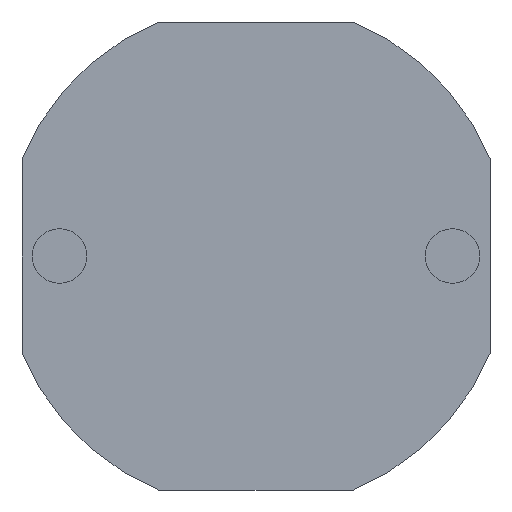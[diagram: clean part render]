
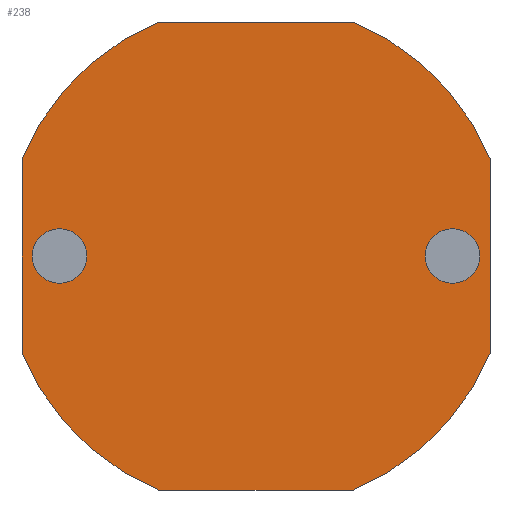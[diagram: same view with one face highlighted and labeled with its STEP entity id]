
A CAD part, front view. The second image highlights one B-rep face of the part: STEP entity #238.
In plain terms, the highlighted planar face has unit normal (0, -1, 0).
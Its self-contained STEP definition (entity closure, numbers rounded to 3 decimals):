
#4 = PLANE ( 'NONE',  #498 ) ;
#13 = AXIS2_PLACEMENT_3D ( 'NONE', #762, #1180, #1202 ) ;
#17 = ORIENTED_EDGE ( 'NONE', *, *, #83, .F. ) ;
#18 = CARTESIAN_POINT ( 'NONE',  ( -2.519, 0., -0.35 ) ) ;
#29 = EDGE_CURVE ( 'NONE', #621, #290, #37, .T. ) ;
#30 = EDGE_LOOP ( 'NONE', ( #1189, #1305 ) ) ;
#36 = DIRECTION ( 'NONE',  ( 0., 0., 1. ) ) ;
#37 = CIRCLE ( 'NONE', #873, 3.25 ) ;
#67 = DIRECTION ( 'NONE',  ( 0., 0., 1. ) ) ;
#75 = CARTESIAN_POINT ( 'NONE',  ( -3., 0., -1.25 ) ) ;
#77 = CARTESIAN_POINT ( 'NONE',  ( 2.519, 0., 0.35 ) ) ;
#80 = CARTESIAN_POINT ( 'NONE',  ( -1.25, 0., -3. ) ) ;
#83 = EDGE_CURVE ( 'NONE', #694, #428, #1334, .T. ) ;
#96 = DIRECTION ( 'NONE',  ( 0., 0., 1. ) ) ;
#97 = CARTESIAN_POINT ( 'NONE',  ( -1.25, 0., 3. ) ) ;
#112 = ORIENTED_EDGE ( 'NONE', *, *, #836, .F. ) ;
#146 = AXIS2_PLACEMENT_3D ( 'NONE', #1200, #279, #690 ) ;
#179 = CARTESIAN_POINT ( 'NONE',  ( -3., 0., 3. ) ) ;
#185 = VECTOR ( 'NONE', #1297, 1000. ) ;
#194 = CARTESIAN_POINT ( 'NONE',  ( -2.519, 0., 0. ) ) ;
#209 = CARTESIAN_POINT ( 'NONE',  ( 3., 0., -1.25 ) ) ;
#219 = CARTESIAN_POINT ( 'NONE',  ( 2.519, 0., 0. ) ) ;
#238 = ADVANCED_FACE ( 'NONE', ( #1264, #1057, #1040 ), #4, .F. ) ;
#254 = DIRECTION ( 'NONE',  ( 0., 1., 0. ) ) ;
#268 = CARTESIAN_POINT ( 'NONE',  ( 1.25, 0., 3. ) ) ;
#279 = DIRECTION ( 'NONE',  ( 0., -1., 0. ) ) ;
#286 = DIRECTION ( 'NONE',  ( 0., 1., 0. ) ) ;
#290 = VERTEX_POINT ( 'NONE', #376 ) ;
#310 = ORIENTED_EDGE ( 'NONE', *, *, #778, .F. ) ;
#313 = DIRECTION ( 'NONE',  ( 0., 0., -1. ) ) ;
#359 = EDGE_CURVE ( 'NONE', #723, #797, #1087, .T. ) ;
#365 = ORIENTED_EDGE ( 'NONE', *, *, #656, .F. ) ;
#376 = CARTESIAN_POINT ( 'NONE',  ( 3., 0., 1.25 ) ) ;
#408 = DIRECTION ( 'NONE',  ( -1., 0., 0. ) ) ;
#428 = VERTEX_POINT ( 'NONE', #97 ) ;
#437 = DIRECTION ( 'NONE',  ( 0., 1., 0. ) ) ;
#439 = VERTEX_POINT ( 'NONE', #1231 ) ;
#465 = EDGE_CURVE ( 'NONE', #428, #621, #1103, .T. ) ;
#472 = EDGE_LOOP ( 'NONE', ( #1196, #1295 ) ) ;
#480 = LINE ( 'NONE', #987, #185 ) ;
#495 = DIRECTION ( 'NONE',  ( 0., -1., 0. ) ) ;
#498 = AXIS2_PLACEMENT_3D ( 'NONE', #937, #437, #838 ) ;
#502 = DIRECTION ( 'NONE',  ( 0., 0., 1. ) ) ;
#505 = VERTEX_POINT ( 'NONE', #721 ) ;
#520 = AXIS2_PLACEMENT_3D ( 'NONE', #590, #286, #1302 ) ;
#541 = ORIENTED_EDGE ( 'NONE', *, *, #1168, .F. ) ;
#557 = VECTOR ( 'NONE', #408, 1000. ) ;
#575 = CARTESIAN_POINT ( 'NONE',  ( 0., 0., 0. ) ) ;
#590 = CARTESIAN_POINT ( 'NONE',  ( 0., 0., 0. ) ) ;
#610 = CARTESIAN_POINT ( 'NONE',  ( -3., 0., -3. ) ) ;
#616 = CARTESIAN_POINT ( 'NONE',  ( -3., 0., 1.25 ) ) ;
#621 = VERTEX_POINT ( 'NONE', #268 ) ;
#638 = VECTOR ( 'NONE', #313, 1000. ) ;
#656 = EDGE_CURVE ( 'NONE', #1077, #439, #1227, .T. ) ;
#662 = AXIS2_PLACEMENT_3D ( 'NONE', #748, #254, #36 ) ;
#690 = DIRECTION ( 'NONE',  ( 0., 0., 1. ) ) ;
#694 = VERTEX_POINT ( 'NONE', #616 ) ;
#721 = CARTESIAN_POINT ( 'NONE',  ( 2.519, 0., -0.35 ) ) ;
#722 = DIRECTION ( 'NONE',  ( 0., 0., 1. ) ) ;
#723 = VERTEX_POINT ( 'NONE', #18 ) ;
#725 = AXIS2_PLACEMENT_3D ( 'NONE', #194, #1011, #96 ) ;
#726 = CIRCLE ( 'NONE', #146, 0.35 ) ;
#727 = CIRCLE ( 'NONE', #908, 0.35 ) ;
#748 = CARTESIAN_POINT ( 'NONE',  ( 0., 0., 0. ) ) ;
#762 = CARTESIAN_POINT ( 'NONE',  ( 0., 0., 0. ) ) ;
#778 = EDGE_CURVE ( 'NONE', #839, #694, #480, .T. ) ;
#797 = VERTEX_POINT ( 'NONE', #971 ) ;
#805 = DIRECTION ( 'NONE',  ( 1., 0., 0. ) ) ;
#814 = LINE ( 'NONE', #1232, #638 ) ;
#836 = EDGE_CURVE ( 'NONE', #439, #1034, #996, .T. ) ;
#838 = DIRECTION ( 'NONE',  ( 0., 0., 1. ) ) ;
#839 = VERTEX_POINT ( 'NONE', #75 ) ;
#865 = EDGE_CURVE ( 'NONE', #797, #723, #946, .T. ) ;
#871 = ORIENTED_EDGE ( 'NONE', *, *, #465, .F. ) ;
#873 = AXIS2_PLACEMENT_3D ( 'NONE', #575, #951, #67 ) ;
#882 = ORIENTED_EDGE ( 'NONE', *, *, #29, .F. ) ;
#895 = AXIS2_PLACEMENT_3D ( 'NONE', #901, #495, #502 ) ;
#901 = CARTESIAN_POINT ( 'NONE',  ( -2.519, 0., 0. ) ) ;
#908 = AXIS2_PLACEMENT_3D ( 'NONE', #219, #1111, #722 ) ;
#937 = CARTESIAN_POINT ( 'NONE',  ( 0., 0., 0. ) ) ;
#946 = CIRCLE ( 'NONE', #725, 0.35 ) ;
#951 = DIRECTION ( 'NONE',  ( 0., 1., 0. ) ) ;
#971 = CARTESIAN_POINT ( 'NONE',  ( -2.519, 0., 0.35 ) ) ;
#987 = CARTESIAN_POINT ( 'NONE',  ( -3., 0., -3. ) ) ;
#996 = LINE ( 'NONE', #610, #557 ) ;
#1011 = DIRECTION ( 'NONE',  ( 0., -1., 0. ) ) ;
#1022 = VECTOR ( 'NONE', #805, 1000. ) ;
#1034 = VERTEX_POINT ( 'NONE', #80 ) ;
#1035 = EDGE_CURVE ( 'NONE', #1321, #505, #726, .T. ) ;
#1040 = FACE_OUTER_BOUND ( 'NONE', #1073, .T. ) ;
#1057 = FACE_BOUND ( 'NONE', #30, .T. ) ;
#1073 = EDGE_LOOP ( 'NONE', ( #882, #871, #17, #310, #1229, #112, #365, #541 ) ) ;
#1077 = VERTEX_POINT ( 'NONE', #209 ) ;
#1087 = CIRCLE ( 'NONE', #895, 0.35 ) ;
#1103 = LINE ( 'NONE', #179, #1022 ) ;
#1105 = EDGE_CURVE ( 'NONE', #505, #1321, #727, .T. ) ;
#1111 = DIRECTION ( 'NONE',  ( 0., -1., 0. ) ) ;
#1168 = EDGE_CURVE ( 'NONE', #290, #1077, #814, .T. ) ;
#1180 = DIRECTION ( 'NONE',  ( 0., 1., 0. ) ) ;
#1188 = EDGE_CURVE ( 'NONE', #1034, #839, #1244, .T. ) ;
#1189 = ORIENTED_EDGE ( 'NONE', *, *, #865, .F. ) ;
#1196 = ORIENTED_EDGE ( 'NONE', *, *, #1035, .F. ) ;
#1200 = CARTESIAN_POINT ( 'NONE',  ( 2.519, 0., 0. ) ) ;
#1202 = DIRECTION ( 'NONE',  ( 0., 0., 1. ) ) ;
#1227 = CIRCLE ( 'NONE', #520, 3.25 ) ;
#1229 = ORIENTED_EDGE ( 'NONE', *, *, #1188, .F. ) ;
#1231 = CARTESIAN_POINT ( 'NONE',  ( 1.25, 0., -3. ) ) ;
#1232 = CARTESIAN_POINT ( 'NONE',  ( 3., 0., -3. ) ) ;
#1244 = CIRCLE ( 'NONE', #662, 3.25 ) ;
#1264 = FACE_BOUND ( 'NONE', #472, .T. ) ;
#1295 = ORIENTED_EDGE ( 'NONE', *, *, #1105, .F. ) ;
#1297 = DIRECTION ( 'NONE',  ( 0., 0., 1. ) ) ;
#1302 = DIRECTION ( 'NONE',  ( 0., 0., 1. ) ) ;
#1305 = ORIENTED_EDGE ( 'NONE', *, *, #359, .F. ) ;
#1321 = VERTEX_POINT ( 'NONE', #77 ) ;
#1334 = CIRCLE ( 'NONE', #13, 3.25 ) ;
